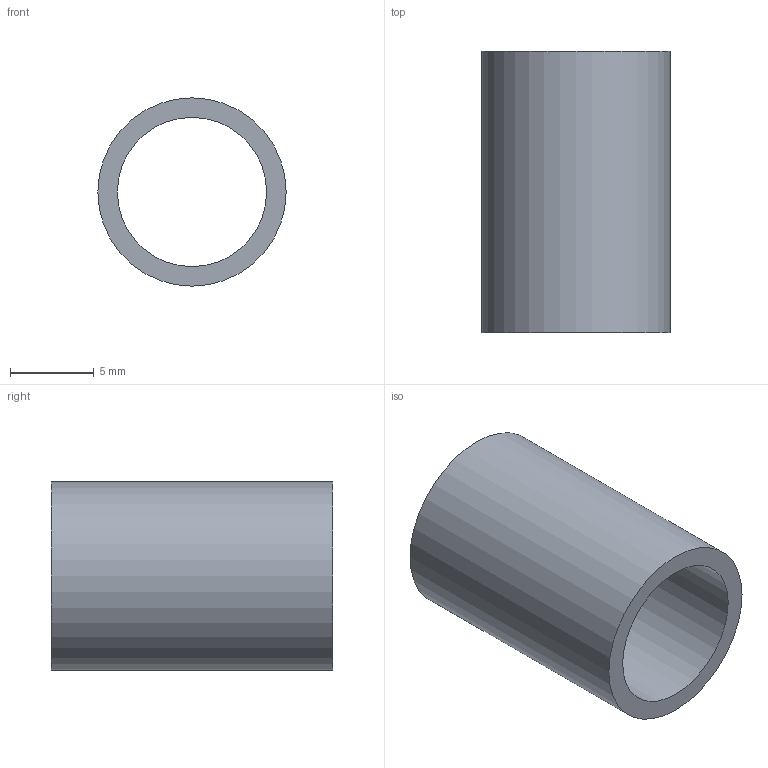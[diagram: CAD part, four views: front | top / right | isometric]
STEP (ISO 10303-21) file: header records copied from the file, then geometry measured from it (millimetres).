
FILE_DESCRIPTION(/* description */ (''),/* implementation_level */ '2;1');
FILE_NAME(/* name */ 'DPLX_P012_Rubber_Insert_Transformer.stp',/* time_stamp */ '2018-07-31T12:30:30-07:00',/* author */ ('MJ'),/* organization */ (''),/* preprocessor_version */ 'ST-DEVELOPER v16.13',/* originating_system */ 'Autodesk Inventor 2018',/* authorisation */ '');
FILE_SCHEMA (('AUTOMOTIVE_DESIGN { 1 0 10303 214 3 1 1 }'));
Length unit declared in the file: millimetre
Products named in the file (1): DPLX_P012_Rubber_Insert_Transformer
Bounding box: 11.22 x 16.76 x 11.22 mm (x, y, z)
Volume: 617.8 mm3; surface area: 1133 mm2
Topology: 1 solids, 1 shells, 4 faces, 9 edges, 7 vertices
Faces by surface type: cylinder 2, plane 2
Full cylindrical faces by diameter (mm): 8.89 x1, 11.223 x1
Entity records: 153 total; most frequent: DIRECTION 24, CARTESIAN_POINT 16, AXIS2_PLACEMENT_3D 12, EDGE_LOOP 8, ORIENTED_EDGE 8, CIRCLE 7, FACE_BOUND 4, FACE_OUTER_BOUND 4
